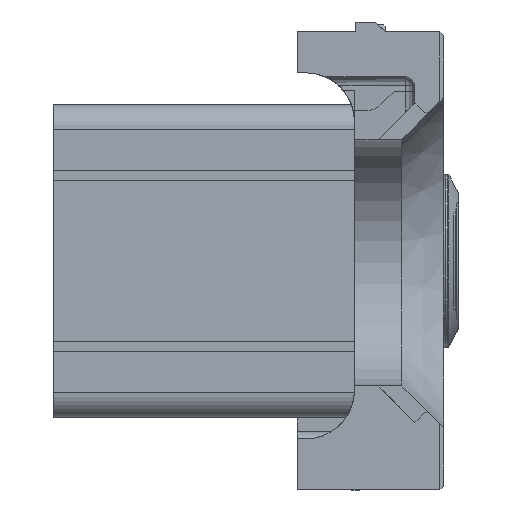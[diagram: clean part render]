
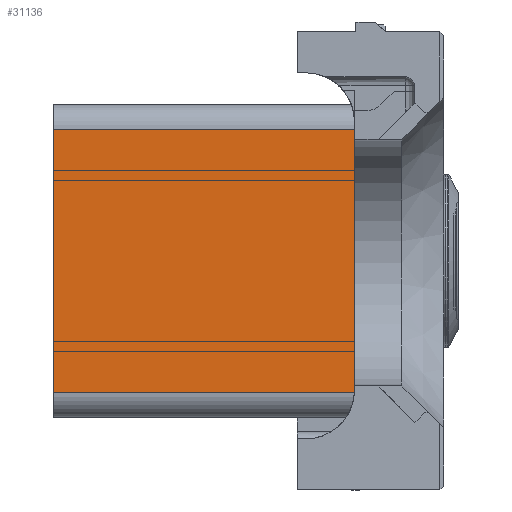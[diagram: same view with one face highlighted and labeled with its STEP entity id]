
A CAD part, front view. The second image highlights one B-rep face of the part: STEP entity #31136.
In plain terms, the highlighted face is planar.
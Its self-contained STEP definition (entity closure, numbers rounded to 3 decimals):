
#2373=FACE_OUTER_BOUND('',#4120,.T.);
#4120=EDGE_LOOP('',(#21586,#21587,#21588,#21589,#21590,#21591,#21592,#21593,
#21594,#21595,#21596,#21597));
#6047=LINE('',#45640,#9492);
#6174=LINE('',#46042,#9619);
#6388=LINE('',#46566,#9833);
#6391=LINE('',#46575,#9836);
#6392=LINE('',#46577,#9837);
#6393=LINE('',#46579,#9838);
#6394=LINE('',#46581,#9839);
#6395=LINE('',#46582,#9840);
#6396=LINE('',#46584,#9841);
#6397=LINE('',#46585,#9842);
#6398=LINE('',#46587,#9843);
#6399=LINE('',#46588,#9844);
#9492=VECTOR('',#36142,1000.);
#9619=VECTOR('',#36407,10.);
#9833=VECTOR('',#36885,10.);
#9836=VECTOR('',#36896,10.);
#9837=VECTOR('',#36897,10.);
#9838=VECTOR('',#36898,10.);
#9839=VECTOR('',#36899,10.);
#9840=VECTOR('',#36900,10.);
#9841=VECTOR('',#36901,2.587);
#9842=VECTOR('',#36902,1000.);
#9843=VECTOR('',#36903,10.);
#9844=VECTOR('',#36904,10.);
#12924=VERTEX_POINT('',#45637);
#12925=VERTEX_POINT('',#45639);
#13098=VERTEX_POINT('',#46039);
#13099=VERTEX_POINT('',#46041);
#13235=VERTEX_POINT('',#46556);
#13237=VERTEX_POINT('',#46564);
#13239=VERTEX_POINT('',#46574);
#13240=VERTEX_POINT('',#46576);
#13241=VERTEX_POINT('',#46578);
#13242=VERTEX_POINT('',#46580);
#13243=VERTEX_POINT('',#46583);
#13244=VERTEX_POINT('',#46586);
#15979=EDGE_CURVE('',#12925,#12924,#6047,.T.);
#16168=EDGE_CURVE('',#13099,#13098,#6174,.T.);
#16425=EDGE_CURVE('',#13235,#13237,#6388,.T.);
#16429=EDGE_CURVE('',#13239,#13235,#6391,.T.);
#16430=EDGE_CURVE('',#13239,#13240,#6392,.T.);
#16431=EDGE_CURVE('',#13241,#13240,#6393,.T.);
#16432=EDGE_CURVE('',#13242,#13241,#6394,.T.);
#16433=EDGE_CURVE('',#13099,#13242,#6395,.T.);
#16434=EDGE_CURVE('',#13243,#13098,#6396,.T.);
#16435=EDGE_CURVE('',#13243,#12925,#6397,.T.);
#16436=EDGE_CURVE('',#12924,#13244,#6398,.T.);
#16437=EDGE_CURVE('',#13237,#13244,#6399,.T.);
#21586=ORIENTED_EDGE('',*,*,#16425,.F.);
#21587=ORIENTED_EDGE('',*,*,#16429,.F.);
#21588=ORIENTED_EDGE('',*,*,#16430,.T.);
#21589=ORIENTED_EDGE('',*,*,#16431,.F.);
#21590=ORIENTED_EDGE('',*,*,#16432,.F.);
#21591=ORIENTED_EDGE('',*,*,#16433,.F.);
#21592=ORIENTED_EDGE('',*,*,#16168,.T.);
#21593=ORIENTED_EDGE('',*,*,#16434,.F.);
#21594=ORIENTED_EDGE('',*,*,#16435,.T.);
#21595=ORIENTED_EDGE('',*,*,#15979,.T.);
#21596=ORIENTED_EDGE('',*,*,#16436,.T.);
#21597=ORIENTED_EDGE('',*,*,#16437,.F.);
#30012=PLANE('',#33087);
#31136=ADVANCED_FACE('',(#2373),#30012,.T.);
#33087=AXIS2_PLACEMENT_3D('',#46573,#36894,#36895);
#36142=DIRECTION('',(1.,0.,0.));
#36407=DIRECTION('',(0.,1.,0.));
#36885=DIRECTION('',(0.,-1.,0.));
#36894=DIRECTION('center_axis',(0.,0.,
1.));
#36895=DIRECTION('ref_axis',(0.,-1.,0.));
#36896=DIRECTION('',(1.,0.,0.));
#36897=DIRECTION('',(0.,1.,0.));
#36898=DIRECTION('',(-1.,0.,0.));
#36899=DIRECTION('',(0.,-1.,0.));
#36900=DIRECTION('',(1.,0.,0.));
#36901=DIRECTION('',(1.,0.,0.));
#36902=DIRECTION('',(0.,-1.,0.));
#36903=DIRECTION('',(0.,1.,0.));
#36904=DIRECTION('',(-1.,0.,0.));
#45637=CARTESIAN_POINT('',(151.225,-162.445,91.898));
#45639=CARTESIAN_POINT('',(114.182,-162.445,91.898));
#45640=CARTESIAN_POINT('',(114.182,-162.445,91.898));
#46039=CARTESIAN_POINT('',(151.225,-135.457,91.898));
#46041=CARTESIAN_POINT('',(151.225,-141.679,91.898));
#46042=CARTESIAN_POINT('',(151.225,-142.204,91.898));
#46556=CARTESIAN_POINT('',(153.782,-155.679,91.898));
#46564=CARTESIAN_POINT('',(153.782,-158.153,91.898));
#46566=CARTESIAN_POINT('',(153.782,-142.298,91.898));
#46573=CARTESIAN_POINT('Origin',(114.182,-135.457,91.898));
#46574=CARTESIAN_POINT('',(151.225,-155.679,91.898));
#46575=CARTESIAN_POINT('',(134.182,-155.679,91.898));
#46576=CARTESIAN_POINT('',(151.225,-144.153,91.898));
#46577=CARTESIAN_POINT('',(151.225,-142.204,91.898));
#46578=CARTESIAN_POINT('',(153.782,-144.153,91.898));
#46579=CARTESIAN_POINT('',(134.182,-144.153,91.898));
#46580=CARTESIAN_POINT('',(153.782,-141.679,91.898));
#46581=CARTESIAN_POINT('',(153.782,-142.298,91.898));
#46582=CARTESIAN_POINT('',(134.182,-141.679,91.898));
#46583=CARTESIAN_POINT('',(114.182,-135.457,91.898));
#46584=CARTESIAN_POINT('',(114.182,-135.457,91.898));
#46585=CARTESIAN_POINT('',(114.182,-135.457,91.898));
#46586=CARTESIAN_POINT('',(151.225,-158.153,91.898));
#46587=CARTESIAN_POINT('',(151.225,-142.204,91.898));
#46588=CARTESIAN_POINT('',(134.182,-158.153,91.898));
